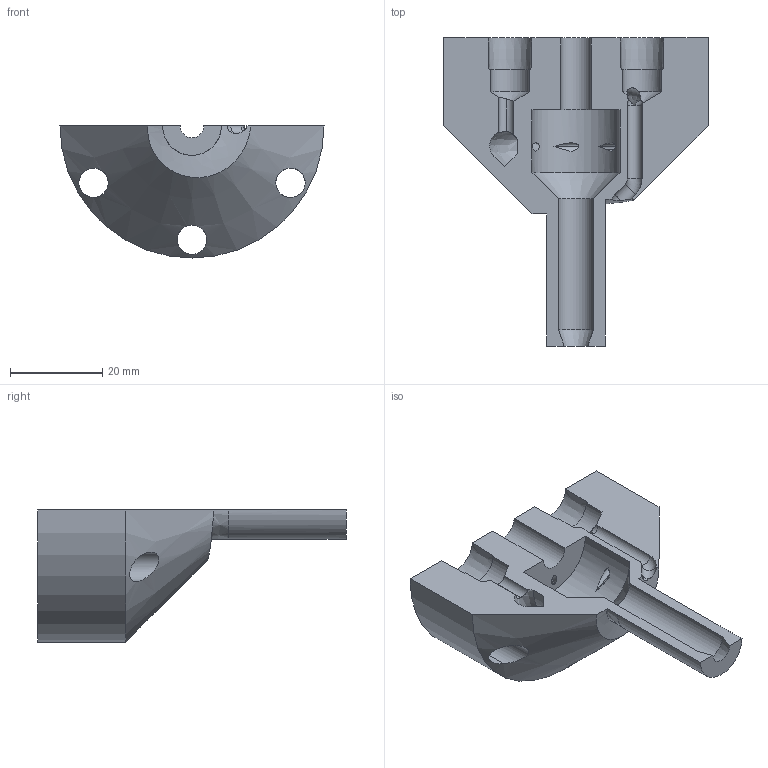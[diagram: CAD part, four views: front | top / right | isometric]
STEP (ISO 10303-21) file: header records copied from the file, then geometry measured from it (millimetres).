
FILE_DESCRIPTION (( 'STEP AP214' ), '1' );
FILE_NAME ('addative igniter 2_sliced.STEP', '2023-10-04T06:19:08', ( '' ), ( '' ), 'SwSTEP 2.0', 'SolidWorks 2022', '' );
FILE_SCHEMA (( 'AUTOMOTIVE_DESIGN' ));
Length unit declared in the file: inch
Products named in the file (1): addative igniter 2_sliced
Bounding box: 57.15 x 66.67 x 28.57 mm (x, y, z)
Volume: 30476.7 mm3; surface area: 10234.1 mm2
Topology: 1 solids, 1 shells, 80 faces, 234 edges, 153 vertices
Faces by surface type: cylinder 30, plane 19, cone 12, bspline 10, torus 9
Entity records: 3852 total; most frequent: CARTESIAN_POINT 1799, ORIENTED_EDGE 468, DIRECTION 343, EDGE_CURVE 234, VERTEX_POINT 153, AXIS2_PLACEMENT_3D 124, LINE 95, VECTOR 95
